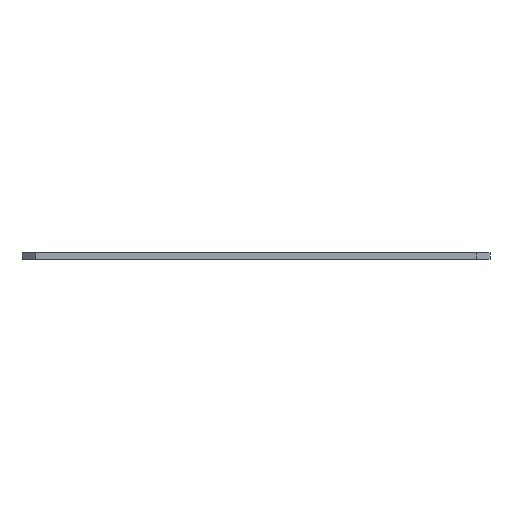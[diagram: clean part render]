
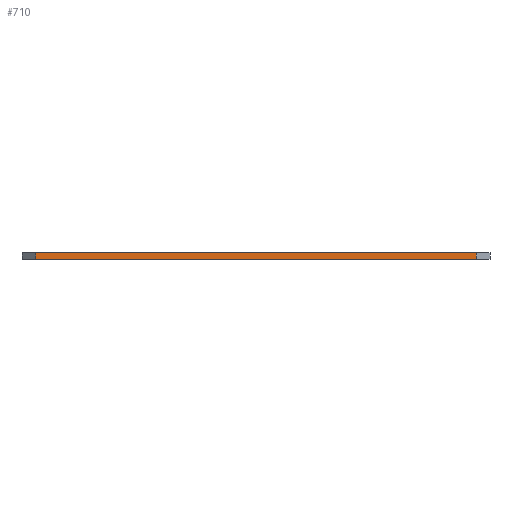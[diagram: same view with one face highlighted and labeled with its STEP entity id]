
A CAD part, front view. The second image highlights one B-rep face of the part: STEP entity #710.
In plain terms, the highlighted planar face has unit normal (0, -1, 0).
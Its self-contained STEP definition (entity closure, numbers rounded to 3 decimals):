
#42=PLANE('',#779);
#77=FACE_OUTER_BOUND('',#112,.T.);
#112=EDGE_LOOP('',(#577,#578,#579,#580));
#189=LINE('',#1133,#268);
#190=LINE('',#1136,#269);
#191=LINE('',#1138,#270);
#192=LINE('',#1139,#271);
#268=VECTOR('',#936,10.);
#269=VECTOR('',#939,10.);
#270=VECTOR('',#940,10.);
#271=VECTOR('',#941,10.);
#362=VERTEX_POINT('',#1129);
#363=VERTEX_POINT('',#1131);
#364=VERTEX_POINT('',#1135);
#365=VERTEX_POINT('',#1137);
#453=EDGE_CURVE('',#362,#363,#189,.T.);
#454=EDGE_CURVE('',#362,#364,#190,.T.);
#455=EDGE_CURVE('',#365,#363,#191,.T.);
#456=EDGE_CURVE('',#364,#365,#192,.T.);
#577=ORIENTED_EDGE('',*,*,#454,.F.);
#578=ORIENTED_EDGE('',*,*,#453,.T.);
#579=ORIENTED_EDGE('',*,*,#455,.F.);
#580=ORIENTED_EDGE('',*,*,#456,.F.);
#710=ADVANCED_FACE('',(#77),#42,.T.);
#779=AXIS2_PLACEMENT_3D('',#1134,#937,#938);
#936=DIRECTION('',(0.,0.,-1.));
#937=DIRECTION('center_axis',(0.,-1.,0.));
#938=DIRECTION('ref_axis',(-1.,0.,0.));
#939=DIRECTION('',(1.,0.,0.));
#940=DIRECTION('',(-1.,0.,0.));
#941=DIRECTION('',(0.,0.,-1.));
#1129=CARTESIAN_POINT('',(-37.488,-57.,31.));
#1131=CARTESIAN_POINT('',(-37.488,-57.,30.));
#1133=CARTESIAN_POINT('',(-37.488,-57.,31.));
#1134=CARTESIAN_POINT('Origin',(26.703,-57.,31.));
#1135=CARTESIAN_POINT('',(26.703,-57.,31.));
#1136=CARTESIAN_POINT('',(-37.488,-57.,31.));
#1137=CARTESIAN_POINT('',(26.703,-57.,30.));
#1138=CARTESIAN_POINT('',(-37.488,-57.,30.));
#1139=CARTESIAN_POINT('',(26.703,-57.,31.));
